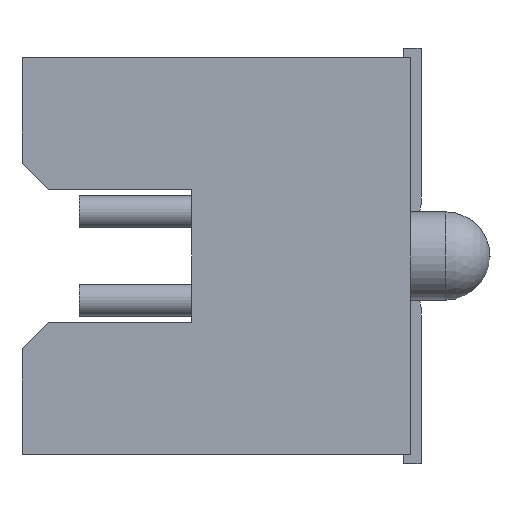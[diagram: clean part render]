
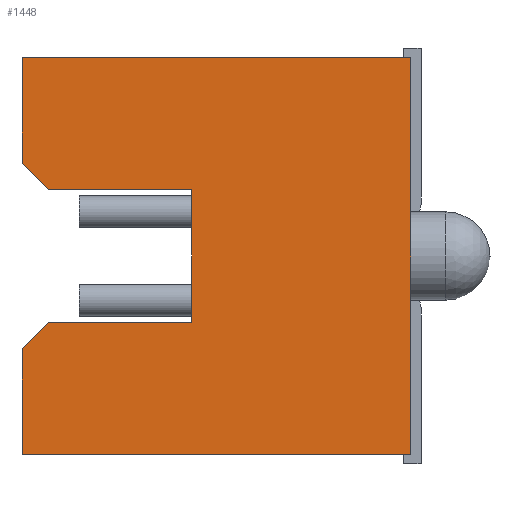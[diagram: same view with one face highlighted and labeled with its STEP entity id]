
A CAD part, left-side view. The second image highlights one B-rep face of the part: STEP entity #1448.
In plain terms, the highlighted planar face has unit normal (-1, 0, 0).
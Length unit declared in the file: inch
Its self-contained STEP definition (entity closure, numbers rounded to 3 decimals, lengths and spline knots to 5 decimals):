
#1448 = ADVANCED_FACE( '', ( #3096 ), #3097, .F. );
#3096 = FACE_OUTER_BOUND( '', #4888, .T. );
#3097 = PLANE( '', #4889 );
#4888 = EDGE_LOOP( '', ( #9143, #9144, #9145, #9146, #9147, #9148, #9149, #9150, #9151, #9152, #9153 ) );
#4889 = AXIS2_PLACEMENT_3D( '', #9154, #9155, #9156 );
#9143 = ORIENTED_EDGE( '', *, *, #10726, .T. );
#9144 = ORIENTED_EDGE( '', *, *, #12195, .T. );
#9145 = ORIENTED_EDGE( '', *, *, #11276, .F. );
#9146 = ORIENTED_EDGE( '', *, *, #10537, .F. );
#9147 = ORIENTED_EDGE( '', *, *, #11942, .T. );
#9148 = ORIENTED_EDGE( '', *, *, #11022, .F. );
#9149 = ORIENTED_EDGE( '', *, *, #12229, .T. );
#9150 = ORIENTED_EDGE( '', *, *, #12097, .T. );
#9151 = ORIENTED_EDGE( '', *, *, #11455, .T. );
#9152 = ORIENTED_EDGE( '', *, *, #12230, .F. );
#9153 = ORIENTED_EDGE( '', *, *, #12231, .F. );
#9154 = CARTESIAN_POINT( '', ( -0.6875, 0.22, -0.1125 ) );
#9155 = DIRECTION( '', ( 1., 0., 0. ) );
#9156 = DIRECTION( '', ( 0., 0., -1. ) );
#10537 = EDGE_CURVE( '', #12592, #12594, #12595, .T. );
#10726 = EDGE_CURVE( '', #12934, #12932, #12935, .T. );
#11022 = EDGE_CURVE( '', #13442, #13444, #13445, .T. );
#11276 = EDGE_CURVE( '', #12594, #13859, #13860, .T. );
#11455 = EDGE_CURVE( '', #14142, #14146, #14148, .T. );
#11942 = EDGE_CURVE( '', #12592, #13444, #14824, .T. );
#12097 = EDGE_CURVE( '', #15023, #14142, #15024, .T. );
#12195 = EDGE_CURVE( '', #12932, #13859, #15157, .T. );
#12229 = EDGE_CURVE( '', #13442, #15023, #15199, .T. );
#12230 = EDGE_CURVE( '', #15200, #14146, #15201, .T. );
#12231 = EDGE_CURVE( '', #12934, #15200, #15202, .T. );
#12592 = VERTEX_POINT( '', #15629 );
#12594 = VERTEX_POINT( '', #15632 );
#12595 = LINE( '', #15633, #15634 );
#12932 = VERTEX_POINT( '', #16080 );
#12934 = VERTEX_POINT( '', #16083 );
#12935 = LINE( '', #16084, #16085 );
#13442 = VERTEX_POINT( '', #16775 );
#13444 = VERTEX_POINT( '', #16778 );
#13445 = LINE( '', #16779, #16780 );
#13859 = VERTEX_POINT( '', #17341 );
#13860 = LINE( '', #17342, #17343 );
#14142 = VERTEX_POINT( '', #17760 );
#14146 = VERTEX_POINT( '', #17765 );
#14148 = LINE( '', #17768, #17769 );
#14824 = LINE( '', #18720, #18721 );
#15023 = VERTEX_POINT( '', #19015 );
#15024 = LINE( '', #19016, #19017 );
#15157 = LINE( '', #19194, #19195 );
#15199 = LINE( '', #19249, #19250 );
#15200 = VERTEX_POINT( '', #19251 );
#15201 = LINE( '', #19252, #19253 );
#15202 = LINE( '', #19254, #19255 );
#15629 = CARTESIAN_POINT( '', ( -0.6875, 0.205, -0.0375 ) );
#15632 = CARTESIAN_POINT( '', ( -0.6875, 0.124, -0.0375 ) );
#15633 = CARTESIAN_POINT( '', ( -0.6875, 0.316, -0.0375 ) );
#15634 = VECTOR( '', #19695, 39.37008 );
#16080 = CARTESIAN_POINT( '', ( -0.6875, 0.205, 0.0375 ) );
#16083 = CARTESIAN_POINT( '', ( -0.6875, 0.22, 0.0525 ) );
#16084 = CARTESIAN_POINT( '', ( -0.6875, 0.22, 0.0525 ) );
#16085 = VECTOR( '', #19932, 39.37008 );
#16775 = CARTESIAN_POINT( '', ( -0.6875, 0.22, -0.1125 ) );
#16778 = CARTESIAN_POINT( '', ( -0.6875, 0.22, -0.0525 ) );
#16779 = CARTESIAN_POINT( '', ( -0.6875, 0.22, -0.1125 ) );
#16780 = VECTOR( '', #20270, 39.37008 );
#17341 = CARTESIAN_POINT( '', ( -0.6875, 0.124, 0.0375 ) );
#17342 = CARTESIAN_POINT( '', ( -0.6875, 0.124, -0.0375 ) );
#17343 = VECTOR( '', #20565, 39.37008 );
#17760 = CARTESIAN_POINT( '', ( -0.6875, 0., 0. ) );
#17765 = CARTESIAN_POINT( '', ( -0.6875, 0., 0.1125 ) );
#17768 = CARTESIAN_POINT( '', ( -0.6875, 0., -0.1125 ) );
#17769 = VECTOR( '', #20748, 39.37008 );
#18720 = CARTESIAN_POINT( '', ( -0.6875, 0.205, -0.0375 ) );
#18721 = VECTOR( '', #21237, 39.37008 );
#19015 = CARTESIAN_POINT( '', ( -0.6875, 0., -0.1125 ) );
#19016 = CARTESIAN_POINT( '', ( -0.6875, 0., -0.1125 ) );
#19017 = VECTOR( '', #21381, 39.37008 );
#19194 = CARTESIAN_POINT( '', ( -0.6875, 0.316, 0.0375 ) );
#19195 = VECTOR( '', #21513, 39.37008 );
#19249 = CARTESIAN_POINT( '', ( -0.6875, 0.22, -0.1125 ) );
#19250 = VECTOR( '', #21541, 39.37008 );
#19251 = CARTESIAN_POINT( '', ( -0.6875, 0.22, 0.1125 ) );
#19252 = CARTESIAN_POINT( '', ( -0.6875, 0.22, 0.1125 ) );
#19253 = VECTOR( '', #21542, 39.37008 );
#19254 = CARTESIAN_POINT( '', ( -0.6875, 0.22, -0.1125 ) );
#19255 = VECTOR( '', #21543, 39.37008 );
#19695 = DIRECTION( '', ( 0., -1., 0. ) );
#19932 = DIRECTION( '', ( 0., -0.707, -0.707 ) );
#20270 = DIRECTION( '', ( 0., 0., 1. ) );
#20565 = DIRECTION( '', ( 0., 0., 1. ) );
#20748 = DIRECTION( '', ( 0., 0., 1. ) );
#21237 = DIRECTION( '', ( 0., 0.707, -0.707 ) );
#21381 = DIRECTION( '', ( 0., 0., 1. ) );
#21513 = DIRECTION( '', ( 0., -1., 0. ) );
#21541 = DIRECTION( '', ( 0., -1., 0. ) );
#21542 = DIRECTION( '', ( 0., -1., 0. ) );
#21543 = DIRECTION( '', ( 0., 0., 1. ) );
